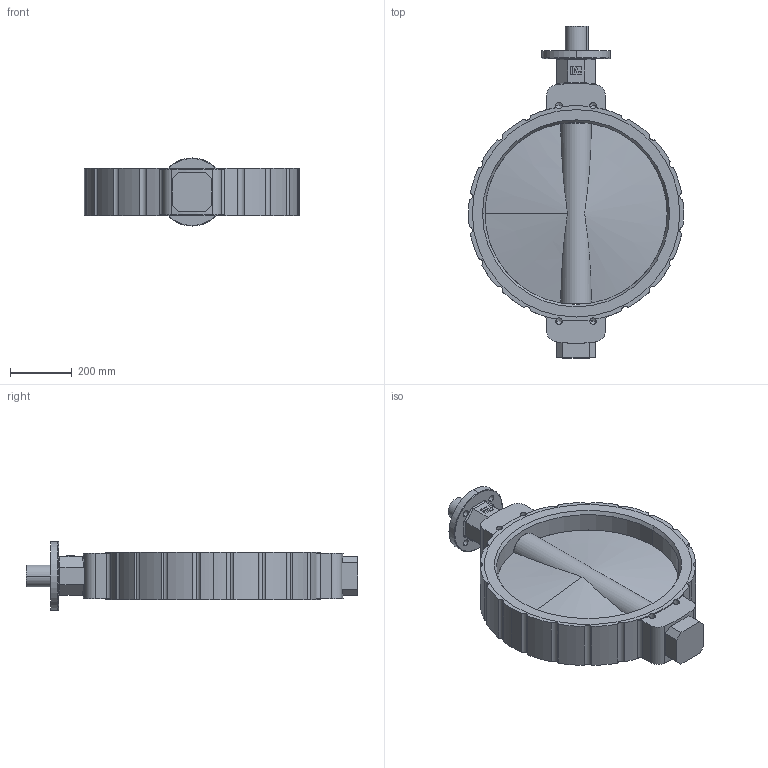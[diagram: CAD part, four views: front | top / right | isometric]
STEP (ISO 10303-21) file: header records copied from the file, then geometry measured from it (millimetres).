
FILE_DESCRIPTION (( 'STEP AP214' ), '1' );
FILE_NAME ('D10600._1.step', '2013-07-30T15:03:30', ( 'mbuehlmann' ), ( '' ), 'SwSTEP 2.0', 'SolidWorks 2012', '' );
FILE_SCHEMA (( 'AUTOMOTIVE_DESIGN' ));
Length unit declared in the file: millimetre
Products named in the file (6): ia-Logo26; ia-Keil_ia-Keil600; ia-scheibe250_ia-scheibe600; ia-Dichtungbasic_Dichtung600; BO.D10600._1; D10600._1
Assembly tree (5 placements, depth 2):
  D10600._1
    BO.D10600._1
    ia-Dichtungbasic_Dichtung600
    ia-scheibe250_ia-scheibe600
    ia-Keil_ia-Keil600
    ia-Logo26
Bounding box: 694.71 x 1072 x 220 mm (x, y, z)
Volume: 33005849.3 mm3; surface area: 2465272.5 mm2
Topology: 5 solids, 5 shells, 219 faces, 599 edges, 376 vertices
Faces by surface type: cylinder 103, plane 64, cone 32, torus 14, bspline 4, sphere 2
Entity records: 7746 total; most frequent: CARTESIAN_POINT 1778, DIRECTION 1228, ORIENTED_EDGE 1160, EDGE_CURVE 580, AXIS2_PLACEMENT_3D 481, VERTEX_POINT 375, LINE 266, VECTOR 266
